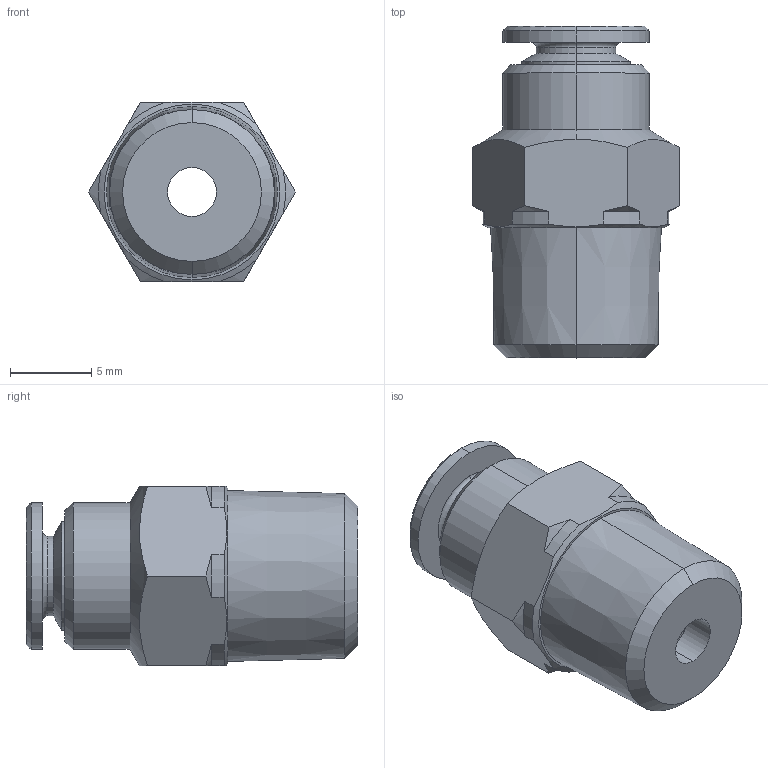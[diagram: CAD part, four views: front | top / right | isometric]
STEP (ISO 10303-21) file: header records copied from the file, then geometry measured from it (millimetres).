
FILE_DESCRIPTION (( 'STEP AP203' ), '1' );
FILE_NAME ('M0010610.STEP', '2010-08-04T12:14:47', ( '' ), ( 'sopra-pneumatic' ), 'SwSTEP 2.0', 'SolidWorks 2009', '' );
FILE_SCHEMA (( 'CONFIG_CONTROL_DESIGN' ));
Length unit declared in the file: millimetre
Products named in the file (1): M0010610
Bounding box: 12.7 x 20.39 x 11 mm (x, y, z)
Volume: 1367.8 mm3; surface area: 1110.2 mm2
Topology: 1 solids, 1 shells, 72 faces, 170 edges, 104 vertices
Faces by surface type: cone 28, plane 24, cylinder 18, torus 2
Entity records: 2219 total; most frequent: CARTESIAN_POINT 497, DIRECTION 348, ORIENTED_EDGE 340, EDGE_CURVE 170, AXIS2_PLACEMENT_3D 139, VERTEX_POINT 104, EDGE_LOOP 78, ADVANCED_FACE 72
